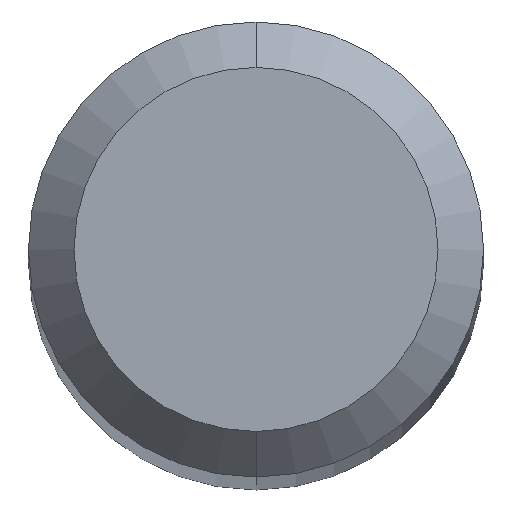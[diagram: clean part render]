
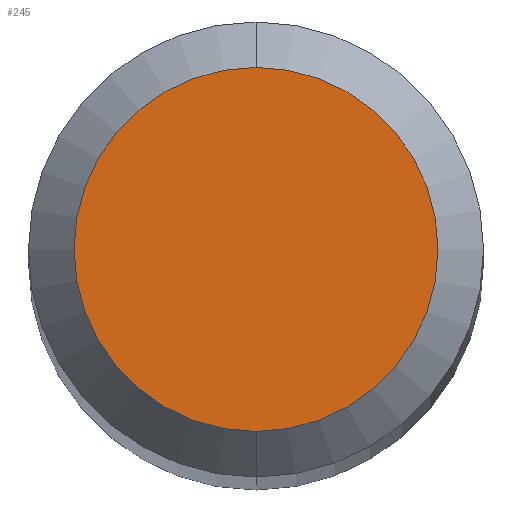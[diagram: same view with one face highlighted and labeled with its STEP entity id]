
A CAD part, top view. The second image highlights one B-rep face of the part: STEP entity #245.
In plain terms, the highlighted planar face has unit normal (0, 0, 1).
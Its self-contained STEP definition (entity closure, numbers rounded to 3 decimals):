
#185=EDGE_CURVE('',#193,#379,#478,.T.);
#193=VERTEX_POINT('',#487);
#245=ADVANCED_FACE('',(#546),#547,.T.);
#379=VERTEX_POINT('',#693);
#439=EDGE_CURVE('',#379,#193,#758,.T.);
#478=CIRCLE('',#796,1.2);
#487=CARTESIAN_POINT('',(0.0,1.2,0.0));
#546=FACE_OUTER_BOUND('',#911,.T.);
#547=PLANE('',#912);
#693=CARTESIAN_POINT('',(0.,-1.2,0.0));
#758=CIRCLE('',#1377,1.2);
#796=AXIS2_PLACEMENT_3D('',#1403,#1404,#1405);
#911=EDGE_LOOP('',(#1501,#1502));
#912=AXIS2_PLACEMENT_3D('',#1503,#1504,#1505);
#1377=AXIS2_PLACEMENT_3D('',#1712,#1713,#1714);
#1403=CARTESIAN_POINT('',(0.0,0.0,0.0));
#1404=DIRECTION('',(0.0,0.0,-1.0));
#1405=DIRECTION('',(0.0,1.0,0.0));
#1501=ORIENTED_EDGE('',*,*,#185,.F.);
#1502=ORIENTED_EDGE('',*,*,#439,.F.);
#1503=CARTESIAN_POINT('',(0.0,0.6,0.0));
#1504=DIRECTION('',(-0.0,0.0,1.0));
#1505=DIRECTION('',(0.0,-1.0,0.0));
#1712=CARTESIAN_POINT('',(0.0,0.0,0.0));
#1713=DIRECTION('',(0.0,0.0,-1.0));
#1714=DIRECTION('',(0.0,1.0,0.0));
